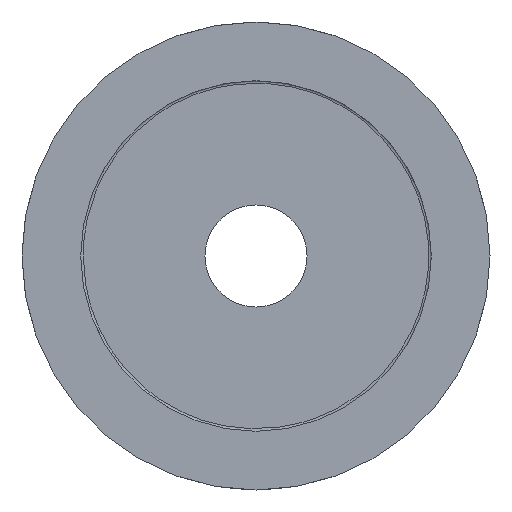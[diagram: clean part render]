
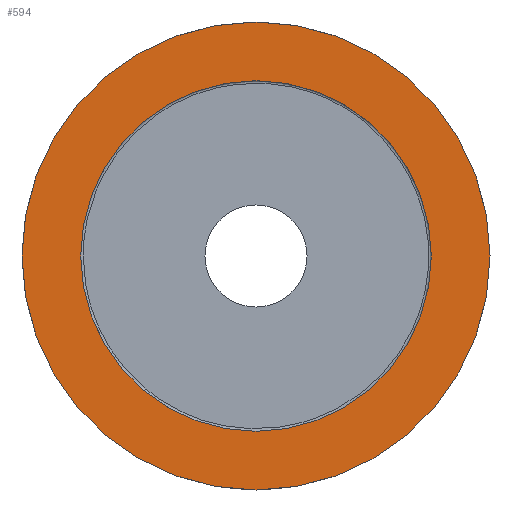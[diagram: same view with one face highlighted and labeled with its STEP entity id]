
A CAD part, left-side view. The second image highlights one B-rep face of the part: STEP entity #594.
In plain terms, the highlighted planar face has unit normal (-1, 0, 0).
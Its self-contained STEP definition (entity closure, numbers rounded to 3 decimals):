
#97 = DIRECTION ( 'NONE',  ( 0., 1., 0. ) ) ;
#139 = EDGE_CURVE ( 'NONE', #202, #202, #258, .T. ) ;
#167 = CARTESIAN_POINT ( 'NONE',  ( 0., 20.6, 0. ) ) ;
#202 = VERTEX_POINT ( 'NONE', #397 ) ;
#207 = AXIS2_PLACEMENT_3D ( 'NONE', #891, #729, #656 ) ;
#222 = ORIENTED_EDGE ( 'NONE', *, *, #139, .F. ) ;
#237 = EDGE_LOOP ( 'NONE', ( #493 ) ) ;
#258 = CIRCLE ( 'NONE', #207, 27.5 ) ;
#296 = AXIS2_PLACEMENT_3D ( 'NONE', #840, #349, #848 ) ;
#301 = FACE_OUTER_BOUND ( 'NONE', #560, .T. ) ;
#328 = CARTESIAN_POINT ( 'NONE',  ( 0., 0., 0. ) ) ;
#349 = DIRECTION ( 'NONE',  ( -1., 0., 0. ) ) ;
#353 = CIRCLE ( 'NONE', #825, 20.6 ) ;
#393 = VERTEX_POINT ( 'NONE', #167 ) ;
#397 = CARTESIAN_POINT ( 'NONE',  ( 0., 27.5, 0. ) ) ;
#403 = EDGE_CURVE ( 'NONE', #393, #393, #353, .T. ) ;
#493 = ORIENTED_EDGE ( 'NONE', *, *, #403, .T. ) ;
#560 = EDGE_LOOP ( 'NONE', ( #222 ) ) ;
#594 = ADVANCED_FACE ( 'NONE', ( #830, #301 ), #837, .T. ) ;
#656 = DIRECTION ( 'NONE',  ( 0., 1., 0. ) ) ;
#679 = DIRECTION ( 'NONE',  ( 1., 0., 0. ) ) ;
#729 = DIRECTION ( 'NONE',  ( 1., 0., 0. ) ) ;
#825 = AXIS2_PLACEMENT_3D ( 'NONE', #328, #679, #97 ) ;
#830 = FACE_BOUND ( 'NONE', #237, .T. ) ;
#837 = PLANE ( 'NONE',  #296 ) ;
#840 = CARTESIAN_POINT ( 'NONE',  ( 0., 27.5, 0. ) ) ;
#848 = DIRECTION ( 'NONE',  ( 0., -1., 0. ) ) ;
#891 = CARTESIAN_POINT ( 'NONE',  ( 0., 0., 0. ) ) ;
